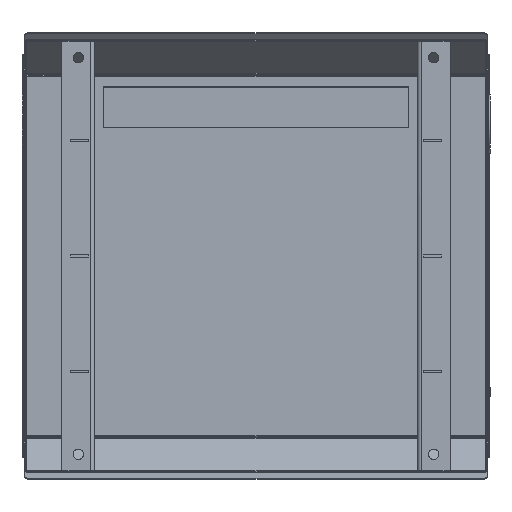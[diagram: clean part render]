
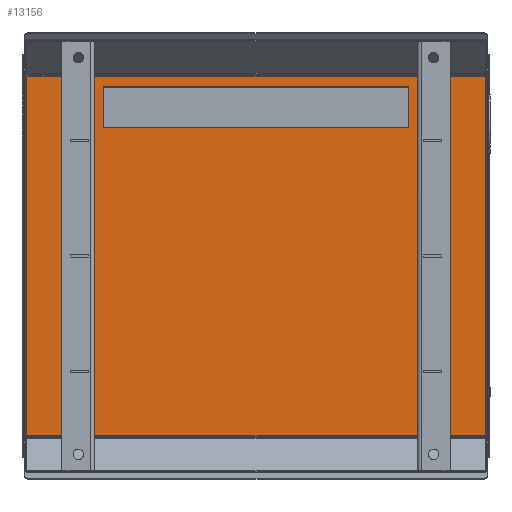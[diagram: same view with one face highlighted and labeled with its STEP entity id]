
A CAD part, front view. The second image highlights one B-rep face of the part: STEP entity #13156.
In plain terms, the highlighted planar face has unit normal (0, -1, 0).
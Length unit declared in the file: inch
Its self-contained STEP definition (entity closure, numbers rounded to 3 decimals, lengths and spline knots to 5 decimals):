
#95 = CARTESIAN_POINT ( 'NONE',  ( -13.8652, 0., 13.6152 ) ) ;
#303 = CARTESIAN_POINT ( 'NONE',  ( -9.25, 0., 10.5 ) ) ;
#351 = EDGE_CURVE ( 'NONE', #6108, #12672, #7943, .T. ) ;
#409 = CARTESIAN_POINT ( 'NONE',  ( 9.25, 0., 13. ) ) ;
#781 = CARTESIAN_POINT ( 'NONE',  ( -13.8652, 0., 13.6152 ) ) ;
#959 = DIRECTION ( 'NONE',  ( -1., 0., 0. ) ) ;
#1180 = DIRECTION ( 'NONE',  ( 0., 0., 1. ) ) ;
#1366 = VECTOR ( 'NONE', #7128, 39.37008 ) ;
#2079 = VECTOR ( 'NONE', #8192, 39.37008 ) ;
#2230 = ORIENTED_EDGE ( 'NONE', *, *, #351, .F. ) ;
#2489 = VERTEX_POINT ( 'NONE', #13923 ) ;
#2527 = VECTOR ( 'NONE', #9369, 39.37008 ) ;
#3120 = CARTESIAN_POINT ( 'NONE',  ( 9.25, 0., 10.5 ) ) ;
#3375 = DIRECTION ( 'NONE',  ( 1., 0., 0. ) ) ;
#3400 = ORIENTED_EDGE ( 'NONE', *, *, #4411, .F. ) ;
#3631 = CARTESIAN_POINT ( 'NONE',  ( 0., 0., 0. ) ) ;
#4411 = EDGE_CURVE ( 'NONE', #12672, #8480, #14034, .T. ) ;
#4634 = EDGE_LOOP ( 'NONE', ( #9184, #12716, #11864, #6926 ) ) ;
#5351 = FACE_OUTER_BOUND ( 'NONE', #4634, .T. ) ;
#5412 = LINE ( 'NONE', #7130, #2527 ) ;
#5510 = VECTOR ( 'NONE', #7552, 39.37008 ) ;
#5596 = EDGE_LOOP ( 'NONE', ( #6303, #6898, #3400, #2230 ) ) ;
#5788 = PLANE ( 'NONE',  #6857 ) ;
#5807 = CARTESIAN_POINT ( 'NONE',  ( 13.8652, 0., -8.1152 ) ) ;
#5820 = EDGE_CURVE ( 'NONE', #13160, #10963, #7266, .T. ) ;
#5841 = DIRECTION ( 'NONE',  ( 0., 1., 0. ) ) ;
#5891 = DIRECTION ( 'NONE',  ( -1., 0., 0. ) ) ;
#5903 = EDGE_CURVE ( 'NONE', #7628, #6108, #9164, .T. ) ;
#6061 = VECTOR ( 'NONE', #959, 39.37008 ) ;
#6074 = CARTESIAN_POINT ( 'NONE',  ( 0., 0., 13. ) ) ;
#6108 = VERTEX_POINT ( 'NONE', #11628 ) ;
#6303 = ORIENTED_EDGE ( 'NONE', *, *, #5903, .F. ) ;
#6440 = CARTESIAN_POINT ( 'NONE',  ( 14., 0., 13.6152 ) ) ;
#6857 = AXIS2_PLACEMENT_3D ( 'NONE', #3631, #5841, #13560 ) ;
#6898 = ORIENTED_EDGE ( 'NONE', *, *, #11538, .F. ) ;
#6926 = ORIENTED_EDGE ( 'NONE', *, *, #7006, .F. ) ;
#7006 = EDGE_CURVE ( 'NONE', #2489, #9776, #10513, .T. ) ;
#7128 = DIRECTION ( 'NONE',  ( 0., 0., -1. ) ) ;
#7130 = CARTESIAN_POINT ( 'NONE',  ( 9.25, 0., 0. ) ) ;
#7189 = CARTESIAN_POINT ( 'NONE',  ( 13.8652, 0., -8.1152 ) ) ;
#7266 = LINE ( 'NONE', #7189, #1366 ) ;
#7552 = DIRECTION ( 'NONE',  ( 1., 0., 0. ) ) ;
#7628 = VERTEX_POINT ( 'NONE', #409 ) ;
#7943 = LINE ( 'NONE', #8245, #2079 ) ;
#8192 = DIRECTION ( 'NONE',  ( 0., 0., -1. ) ) ;
#8245 = CARTESIAN_POINT ( 'NONE',  ( -9.25, 0., 0. ) ) ;
#8480 = VERTEX_POINT ( 'NONE', #3120 ) ;
#9164 = LINE ( 'NONE', #6074, #11785 ) ;
#9184 = ORIENTED_EDGE ( 'NONE', *, *, #13500, .F. ) ;
#9369 = DIRECTION ( 'NONE',  ( 0., 0., 1. ) ) ;
#9776 = VERTEX_POINT ( 'NONE', #781 ) ;
#9841 = CARTESIAN_POINT ( 'NONE',  ( -14., 0., -8.1152 ) ) ;
#10246 = CARTESIAN_POINT ( 'NONE',  ( 13.8652, 0., 13.6152 ) ) ;
#10489 = CARTESIAN_POINT ( 'NONE',  ( 0., 0., 10.5 ) ) ;
#10513 = LINE ( 'NONE', #95, #12746 ) ;
#10936 = FACE_BOUND ( 'NONE', #5596, .T. ) ;
#10963 = VERTEX_POINT ( 'NONE', #5807 ) ;
#11123 = VECTOR ( 'NONE', #3375, 39.37008 ) ;
#11256 = LINE ( 'NONE', #9841, #6061 ) ;
#11538 = EDGE_CURVE ( 'NONE', #8480, #7628, #5412, .T. ) ;
#11628 = CARTESIAN_POINT ( 'NONE',  ( -9.25, 0., 13. ) ) ;
#11783 = LINE ( 'NONE', #6440, #5510 ) ;
#11785 = VECTOR ( 'NONE', #5891, 39.37008 ) ;
#11864 = ORIENTED_EDGE ( 'NONE', *, *, #13947, .F. ) ;
#12672 = VERTEX_POINT ( 'NONE', #303 ) ;
#12716 = ORIENTED_EDGE ( 'NONE', *, *, #5820, .F. ) ;
#12746 = VECTOR ( 'NONE', #1180, 39.37008 ) ;
#13156 = ADVANCED_FACE ( 'NONE', ( #5351, #10936 ), #5788, .F. ) ;
#13160 = VERTEX_POINT ( 'NONE', #10246 ) ;
#13500 = EDGE_CURVE ( 'NONE', #10963, #2489, #11256, .T. ) ;
#13560 = DIRECTION ( 'NONE',  ( 0., 0., 1. ) ) ;
#13923 = CARTESIAN_POINT ( 'NONE',  ( -13.8652, 0., -8.1152 ) ) ;
#13947 = EDGE_CURVE ( 'NONE', #9776, #13160, #11783, .T. ) ;
#14034 = LINE ( 'NONE', #10489, #11123 ) ;
